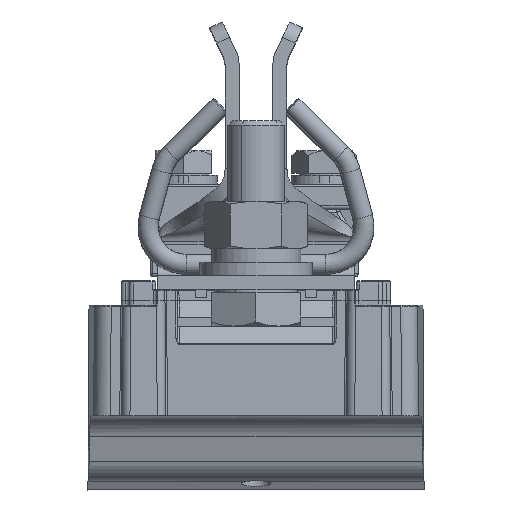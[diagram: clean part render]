
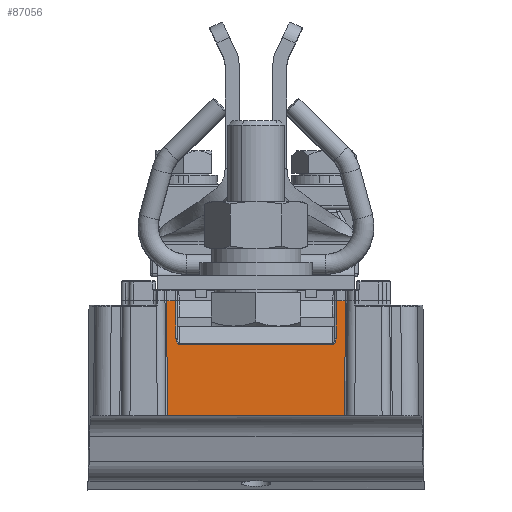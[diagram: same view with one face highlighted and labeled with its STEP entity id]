
A CAD part, top view. The second image highlights one B-rep face of the part: STEP entity #87056.
In plain terms, the highlighted face is planar.
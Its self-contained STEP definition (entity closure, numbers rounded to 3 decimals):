
#44985=CARTESIAN_POINT('',(15.895,-75.605,
33.5));
#44993=CARTESIAN_POINT('',(15.776,-75.724,
13.));
#47534=DIRECTION('',(-1.,0.,0.));
#47535=VECTOR('',#47534,1.6);
#47536=CARTESIAN_POINT('',(15.895,-75.605,
33.5));
#47537=LINE('',#47536,#47535);
#47542=DIRECTION('',(1.,0.,0.));
#47543=VECTOR('',#47542,1.6);
#47544=CARTESIAN_POINT('',(-15.895,-75.605,
33.5));
#47545=LINE('',#47544,#47543);
#47546=DIRECTION('',(0.006,-0.006,-1.));
#47547=VECTOR('',#47546,6.707);
#47548=CARTESIAN_POINT('',(-14.295,-75.605,
33.5));
#47549=LINE('',#47548,#47547);
#47550=CARTESIAN_POINT('',(-14.256,-75.644,
26.793));
#47551=CARTESIAN_POINT('',(-14.244,-75.645,
26.608));
#47552=CARTESIAN_POINT('',(-14.215,-75.647,
26.301));
#47553=CARTESIAN_POINT('',(-14.126,-75.648,
26.097));
#47554=CARTESIAN_POINT('',(-14.068,-75.649,
25.966));
#47555=CARTESIAN_POINT('',(-14.027,-75.649,
25.899));
#47556=CARTESIAN_POINT('',(-13.993,-75.65,
25.85));
#47557=CARTESIAN_POINT('',(-13.896,-75.65,
25.752));
#47558=CARTESIAN_POINT('',(-13.772,-75.651,
25.665));
#47559=CARTESIAN_POINT('',(-13.692,-75.651,
25.652));
#47560=CARTESIAN_POINT('',(-13.651,-75.651,
25.654));
#47562=DIRECTION('',(0.006,0.006,1.));
#47563=VECTOR('',#47562,6.707);
#47564=CARTESIAN_POINT('',(14.256,-75.644,
26.793));
#47565=LINE('',#47564,#47563);
#47566=DIRECTION('',(-0.006,-0.006,-1.));
#47567=VECTOR('',#47566,20.501);
#47568=CARTESIAN_POINT('',(15.895,-75.605,
33.5));
#47569=LINE('',#47568,#47567);
#47570=DIRECTION('',(-1.,0.,0.));
#47571=VECTOR('',#47570,31.551);
#47572=CARTESIAN_POINT('',(15.776,-75.724,
13.));
#47573=LINE('',#47572,#47571);
#47574=DIRECTION('',(-0.006,0.006,1.));
#47575=VECTOR('',#47574,20.501);
#47576=CARTESIAN_POINT('',(-15.776,-75.724,
13.));
#47577=LINE('',#47576,#47575);
#47662=CARTESIAN_POINT('',(14.256,-75.644,
26.793));
#47663=CARTESIAN_POINT('',(14.243,-75.645,
26.601));
#47664=CARTESIAN_POINT('',(14.212,-75.647,
26.285));
#47665=CARTESIAN_POINT('',(14.125,-75.648,
26.092));
#47666=CARTESIAN_POINT('',(14.065,-75.649,
25.964));
#47667=CARTESIAN_POINT('',(14.024,-75.649,
25.895));
#47668=CARTESIAN_POINT('',(13.991,-75.65,
25.845));
#47669=CARTESIAN_POINT('',(13.897,-75.65,
25.751));
#47670=CARTESIAN_POINT('',(13.771,-75.651,
25.666));
#47671=CARTESIAN_POINT('',(13.692,-75.651,
25.653));
#47672=CARTESIAN_POINT('',(13.651,-75.651,
25.654));
#47678=DIRECTION('',(-1.,0.,0.));
#47679=VECTOR('',#47678,27.302);
#47680=CARTESIAN_POINT('',(13.651,-75.651,
25.654));
#47681=LINE('',#47680,#47679);
#47706=CARTESIAN_POINT('',(-15.776,-75.724,
13.));
#53623=VERTEX_POINT('',#44985);
#53626=VERTEX_POINT('',#44993);
#53645=VERTEX_POINT('',#47706);
#53953=CARTESIAN_POINT('',(-15.895,-75.605,
33.5));
#53954=VERTEX_POINT('',#53953);
#53955=CARTESIAN_POINT('',(-14.295,-75.605,
33.5));
#53956=VERTEX_POINT('',#53955);
#53986=CARTESIAN_POINT('',(14.295,-75.605,
33.5));
#53987=VERTEX_POINT('',#53986);
#53988=CARTESIAN_POINT('',(-14.256,-75.644,
26.793));
#53989=VERTEX_POINT('',#53988);
#53990=VERTEX_POINT('',#47560);
#53991=CARTESIAN_POINT('',(13.651,-75.651,
25.654));
#53992=VERTEX_POINT('',#53991);
#53993=VERTEX_POINT('',#47662);
#87033=CARTESIAN_POINT('',(0.,-75.8,0.));
#87034=DIRECTION('',(0.,-1.,0.006));
#87035=DIRECTION('',(-1.,0.,0.));
#87036=AXIS2_PLACEMENT_3D('',#87033,#87034,#87035);
#87037=PLANE('',#87036);
#87038=ORIENTED_EDGE('',*,*,#86611,.T.);
#87040=ORIENTED_EDGE('',*,*,#87039,.T.);
#87042=ORIENTED_EDGE('',*,*,#87041,.T.);
#87044=ORIENTED_EDGE('',*,*,#87043,.F.);
#87046=ORIENTED_EDGE('',*,*,#87045,.F.);
#87048=ORIENTED_EDGE('',*,*,#87047,.T.);
#87049=ORIENTED_EDGE('',*,*,#87020,.F.);
#87050=ORIENTED_EDGE('',*,*,#78391,.T.);
#87051=ORIENTED_EDGE('',*,*,#78451,.T.);
#87053=ORIENTED_EDGE('',*,*,#87052,.T.);
#87054=EDGE_LOOP('',(#87038,#87040,#87042,#87044,#87046,#87048,#87049,#87050,
#87051,#87053));
#87055=FACE_OUTER_BOUND('',#87054,.F.);
#47561=B_SPLINE_CURVE_WITH_KNOTS('',3,(#47550,#47551,#47552,#47553,#47554,
#47555,#47556,#47557,#47558,#47559,#47560),.UNSPECIFIED.,.F.,.F.,(4,1,1,1,1,1,1,
1,4),(0.,0.125,0.25,0.375,0.5,0.625,0.75,0.875,1.),
.UNSPECIFIED.);
#47673=B_SPLINE_CURVE_WITH_KNOTS('',3,(#47662,#47663,#47664,#47665,#47666,
#47667,#47668,#47669,#47670,#47671,#47672),.UNSPECIFIED.,.F.,.F.,(4,1,1,1,1,1,1,
1,4),(0.,0.125,0.25,0.375,0.5,0.625,0.75,0.875,1.),
.UNSPECIFIED.);
#78391=EDGE_CURVE('',#53623,#53626,#47569,.T.);
#78451=EDGE_CURVE('',#53626,#53645,#47573,.T.);
#86611=EDGE_CURVE('',#53954,#53956,#47545,.T.);
#87020=EDGE_CURVE('',#53623,#53987,#47537,.T.);
#87039=EDGE_CURVE('',#53956,#53989,#47549,.T.);
#87041=EDGE_CURVE('',#53989,#53990,#47561,.T.);
#87043=EDGE_CURVE('',#53992,#53990,#47681,.T.);
#87045=EDGE_CURVE('',#53993,#53992,#47673,.T.);
#87047=EDGE_CURVE('',#53993,#53987,#47565,.T.);
#87052=EDGE_CURVE('',#53645,#53954,#47577,.T.);
#87056=ADVANCED_FACE('',(#87055),#87037,.T.);
